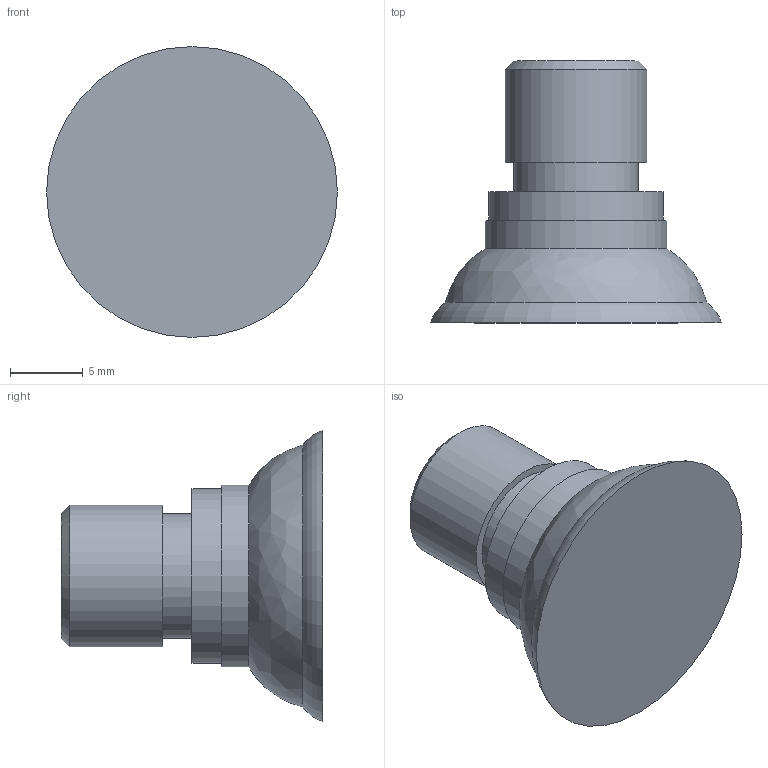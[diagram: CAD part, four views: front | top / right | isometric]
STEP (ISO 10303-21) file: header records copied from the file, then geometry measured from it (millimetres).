
FILE_DESCRIPTION(/* description */ (''),/* implementation_level */ '2;1');
FILE_NAME(/* name */ 'vs20cn_rac90r1-8m.stp',/* time_stamp */ '2020-10-29T12:21:40+01:00',/* author */ ('enginyeria'),/* organization */ (''),/* preprocessor_version */ 'ST-DEVELOPER v17.2',/* originating_system */ 'Autodesk Inventor 2019',/* authorisation */ '');
FILE_SCHEMA (('CONFIG_CONTROL_DESIGN'));
Length unit declared in the file: millimetre
Products named in the file (1): vs20cn_rac90r1-8m
Bounding box: 20 x 18 x 20 mm (x, y, z)
Volume: 2189.8 mm3; surface area: 1278.1 mm2
Topology: 1 solids, 1 shells, 15 faces, 36 edges, 27 vertices
Faces by surface type: plane 6, cylinder 5, cone 2, bspline 1, torus 1
Full cylindrical faces by diameter (mm): 4 x1, 8.566 x1, 9.728 x1, 12 x1, 12.5 x1
Entity records: 567 total; most frequent: CARTESIAN_POINT 105, DIRECTION 95, ORIENTED_EDGE 72, AXIS2_PLACEMENT_3D 44, EDGE_CURVE 36, CIRCLE 29, VERTEX_POINT 27, EDGE_LOOP 19
